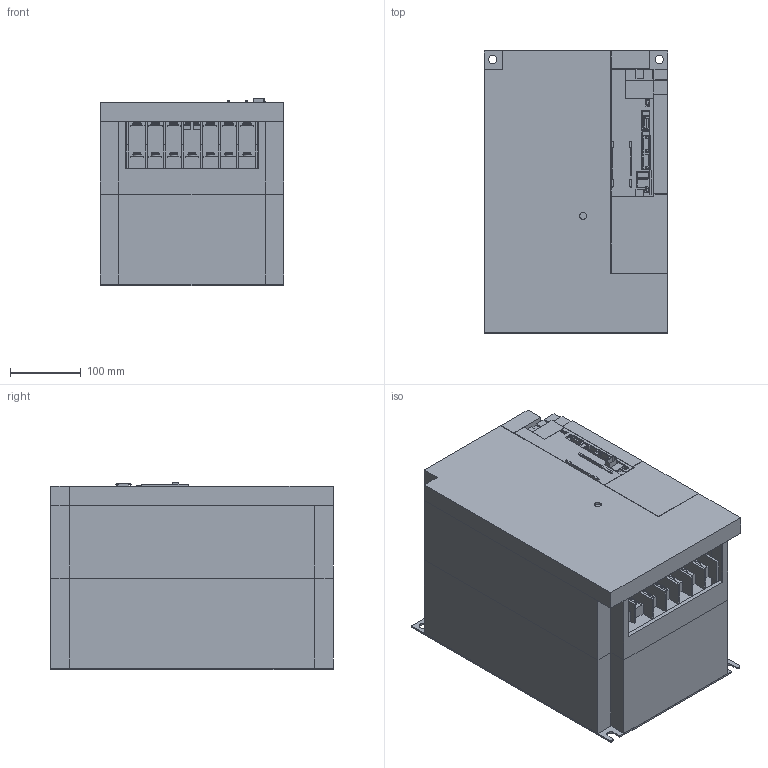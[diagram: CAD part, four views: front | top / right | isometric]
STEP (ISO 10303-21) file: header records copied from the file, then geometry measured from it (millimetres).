
FILE_DESCRIPTION (( 'STEP AP203' ), '1' );
FILE_NAME ('mr-j3-11kb_a.step', '2009-12-07T07:58:12', ( ' ' ), ( '' ), 'SwSTEP 2.0', 'SolidWorks 2006303', '' );
FILE_SCHEMA (( 'CONFIG_CONTROL_DESIGN' ));
Length unit declared in the file: millimetre
Products named in the file (18): FAN92__; J3-11-55K-SIDECOVER__; J3-LENZ__; J3-11-15K-TE__; mr-j3-11kb_a; J3B-CN5__; J3B-CN1__; J3B-CN3__; J3B-CN4__; J3B-CN2__; J3B-FRONTPANEL__; SW-PW-P-NA-M4X8__; SW-PW-P-NA-M6X16__; J3-11-22K-CASE2__; J3-11-22K-FRONTCOVER__; J3-11-22K-FANCOVER__; J3-11-22K-BASE__; J3-11-22K-CASE1__
Assembly tree (32 placements, depth 2):
  mr-j3-11kb_a
    SW-PW-P-NA-M6X16__  x13
    J3B-CN3__
    J3-11-22K-CASE2__
    J3-11-22K-CASE1__
    SW-PW-P-NA-M4X8__  x2
    FAN92__  x2
    J3B-FRONTPANEL__
    J3-11-55K-SIDECOVER__
    J3-LENZ__
    J3-11-22K-FANCOVER__
    J3B-CN1__  x2
    J3B-CN4__
    J3B-CN2__
    J3-11-15K-TE__
    J3B-CN5__
    J3-11-22K-BASE__
    J3-11-22K-FRONTCOVER__
Bounding box: 260 x 400 x 266 mm (x, y, z)
Volume: 14387079.9 mm3; surface area: 1558032.1 mm2
Topology: 34 solids, 34 shells, 1245 faces, 3329 edges, 2211 vertices
Faces by surface type: plane 827, cylinder 343, bspline 45, cone 30
Entity records: 35401 total; most frequent: CARTESIAN_POINT 5878, ORIENTED_EDGE 5698, DIRECTION 5475, EDGE_CURVE 2849, VECTOR 2307, LINE 2307, VERTEX_POINT 1891, AXIS2_PLACEMENT_3D 1584
